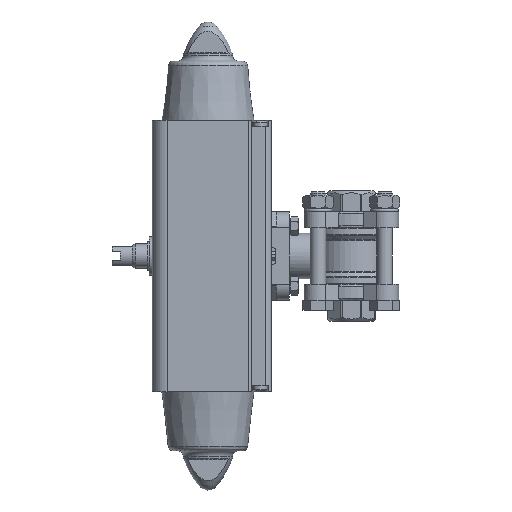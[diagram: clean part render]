
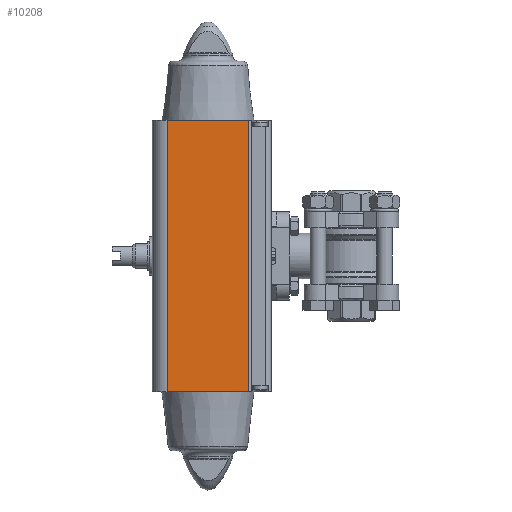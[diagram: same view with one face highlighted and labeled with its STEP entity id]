
A CAD part, left-side view. The second image highlights one B-rep face of the part: STEP entity #10208.
In plain terms, the highlighted planar face has unit normal (-1, 0, 0).
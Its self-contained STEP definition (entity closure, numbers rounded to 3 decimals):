
#2890=ORIENTED_EDGE('',*,*,#4706,.T.);
#2891=ORIENTED_EDGE('',*,*,#4749,.F.);
#2892=ORIENTED_EDGE('',*,*,#4734,.F.);
#2893=ORIENTED_EDGE('',*,*,#4750,.T.);
#4706=EDGE_CURVE('',#5810,#5809,#6620,.T.);
#4734=EDGE_CURVE('',#5833,#5834,#6638,.T.);
#4749=EDGE_CURVE('',#5834,#5809,#6640,.T.);
#4750=EDGE_CURVE('',#5833,#5810,#6641,.T.);
#5809=VERTEX_POINT('',#17288);
#5810=VERTEX_POINT('',#17290);
#5833=VERTEX_POINT('',#17344);
#5834=VERTEX_POINT('',#17346);
#6620=LINE('',#17289,#7393);
#6638=LINE('',#17345,#7411);
#6640=LINE('',#17433,#7413);
#6641=LINE('',#17434,#7414);
#7393=VECTOR('',#13489,1000.);
#7411=VECTOR('',#13535,1000.);
#7413=VECTOR('',#13561,1000.);
#7414=VECTOR('',#13562,1000.);
#8227=EDGE_LOOP('',(#2890,#2891,#2892,#2893));
#9094=FACE_BOUND('',#8227,.T.);
#9672=PLANE('',#11247);
#10208=ADVANCED_FACE('',(#9094),#9672,.F.);
#11247=AXIS2_PLACEMENT_3D('',#17432,#13559,#13560);
#13489=DIRECTION('',(0.,-1.,0.));
#13535=DIRECTION('',(0.,-1.,0.));
#13559=DIRECTION('',(1.,0.,0.));
#13560=DIRECTION('',(0.,0.,-1.));
#13561=DIRECTION('',(0.,0.,-1.));
#13562=DIRECTION('',(0.,0.,-1.));
#17288=CARTESIAN_POINT('',(-27.7,-20.446,-67.65));
#17289=CARTESIAN_POINT('',(-27.7,20.3,-67.65));
#17290=CARTESIAN_POINT('',(-27.7,20.3,-67.65));
#17344=CARTESIAN_POINT('',(-27.7,20.3,67.65));
#17345=CARTESIAN_POINT('',(-27.7,20.3,67.65));
#17346=CARTESIAN_POINT('',(-27.7,-20.446,67.65));
#17432=CARTESIAN_POINT('',(-27.7,20.3,67.65));
#17433=CARTESIAN_POINT('',(-27.7,-20.446,67.65));
#17434=CARTESIAN_POINT('',(-27.7,20.3,67.65));
